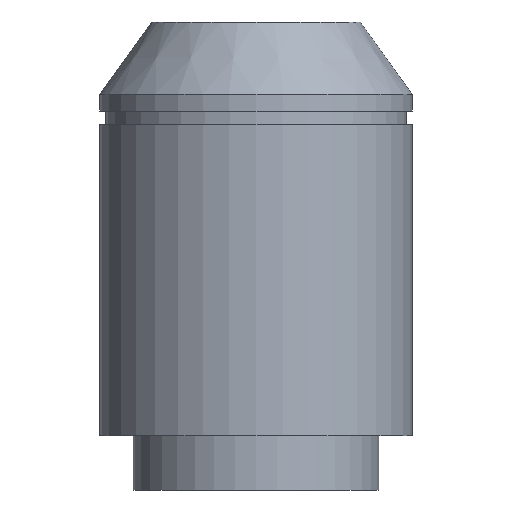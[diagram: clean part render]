
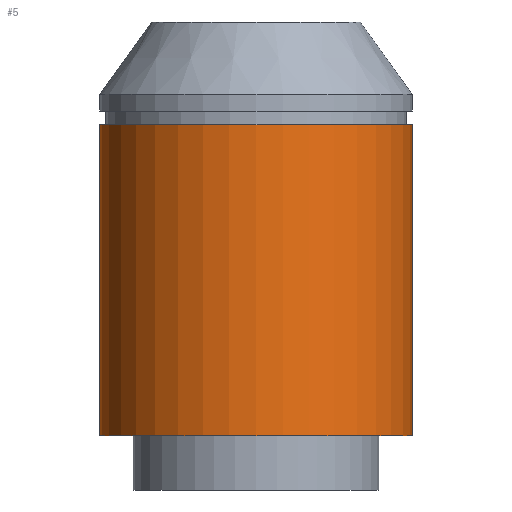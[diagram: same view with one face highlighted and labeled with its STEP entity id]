
A CAD part, front view. The second image highlights one B-rep face of the part: STEP entity #5.
In plain terms, the highlighted cylindrical face has radius 12.95 mm (diameter 25.9 mm), a partial arc.
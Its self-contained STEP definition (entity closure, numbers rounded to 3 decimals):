
#2 = CARTESIAN_POINT ( 'NONE',  ( 0., 0., 29.46 ) ) ;
#5 = ADVANCED_FACE ( 'NONE', ( #585 ), #167, .T. ) ;
#20 = EDGE_CURVE ( 'NONE', #328, #313, #476, .T. ) ;
#37 = CARTESIAN_POINT ( 'NONE',  ( -12.95, 0., 0. ) ) ;
#42 = LINE ( 'NONE', #37, #475 ) ;
#56 = CARTESIAN_POINT ( 'NONE',  ( 0., 0., 0. ) ) ;
#67 = ORIENTED_EDGE ( 'NONE', *, *, #376, .F. ) ;
#95 = EDGE_CURVE ( 'NONE', #572, #313, #318, .T. ) ;
#166 = AXIS2_PLACEMENT_3D ( 'NONE', #442, #489, #357 ) ;
#167 = CYLINDRICAL_SURFACE ( 'NONE', #300, 12.95 ) ;
#169 = ORIENTED_EDGE ( 'NONE', *, *, #95, .F. ) ;
#199 = DIRECTION ( 'NONE',  ( 1., 0., 0. ) ) ;
#268 = EDGE_LOOP ( 'NONE', ( #67, #600, #419, #169 ) ) ;
#284 = DIRECTION ( 'NONE',  ( 1., 0., 0. ) ) ;
#293 = AXIS2_PLACEMENT_3D ( 'NONE', #2, #528, #199 ) ;
#300 = AXIS2_PLACEMENT_3D ( 'NONE', #56, #575, #284 ) ;
#313 = VERTEX_POINT ( 'NONE', #509 ) ;
#318 = CIRCLE ( 'NONE', #293, 12.95 ) ;
#323 = CARTESIAN_POINT ( 'NONE',  ( -12.95, 0., 3.7 ) ) ;
#328 = VERTEX_POINT ( 'NONE', #453 ) ;
#330 = CARTESIAN_POINT ( 'NONE',  ( 12.95, 0., 0. ) ) ;
#357 = DIRECTION ( 'NONE',  ( 1., 0., 0. ) ) ;
#376 = EDGE_CURVE ( 'NONE', #472, #572, #42, .T. ) ;
#410 = DIRECTION ( 'NONE',  ( 0., 0., 1. ) ) ;
#419 = ORIENTED_EDGE ( 'NONE', *, *, #20, .T. ) ;
#442 = CARTESIAN_POINT ( 'NONE',  ( 0., 0., 3.7 ) ) ;
#453 = CARTESIAN_POINT ( 'NONE',  ( 12.95, 0., 3.7 ) ) ;
#472 = VERTEX_POINT ( 'NONE', #323 ) ;
#475 = VECTOR ( 'NONE', #410, 1000. ) ;
#476 = LINE ( 'NONE', #330, #483 ) ;
#480 = EDGE_CURVE ( 'NONE', #472, #328, #608, .T. ) ;
#483 = VECTOR ( 'NONE', #524, 1000. ) ;
#489 = DIRECTION ( 'NONE',  ( 0., 0., 1. ) ) ;
#509 = CARTESIAN_POINT ( 'NONE',  ( 12.95, 0., 29.46 ) ) ;
#524 = DIRECTION ( 'NONE',  ( 0., 0., 1. ) ) ;
#528 = DIRECTION ( 'NONE',  ( 0., 0., 1. ) ) ;
#572 = VERTEX_POINT ( 'NONE', #598 ) ;
#575 = DIRECTION ( 'NONE',  ( 0., 0., 1. ) ) ;
#585 = FACE_OUTER_BOUND ( 'NONE', #268, .T. ) ;
#598 = CARTESIAN_POINT ( 'NONE',  ( -12.95, 0., 29.46 ) ) ;
#600 = ORIENTED_EDGE ( 'NONE', *, *, #480, .T. ) ;
#608 = CIRCLE ( 'NONE', #166, 12.95 ) ;
